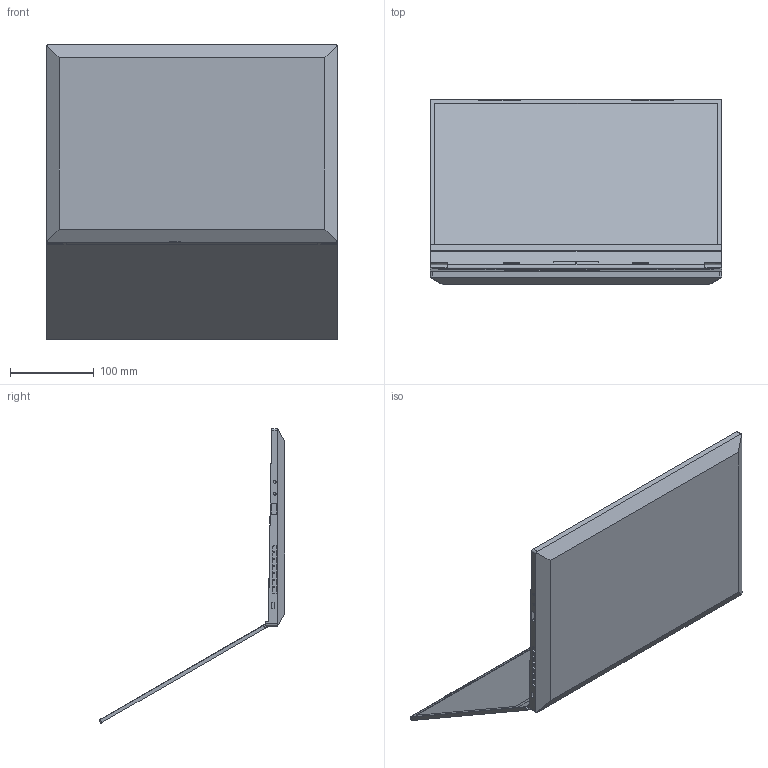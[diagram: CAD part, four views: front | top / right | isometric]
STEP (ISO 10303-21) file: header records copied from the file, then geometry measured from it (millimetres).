
FILE_DESCRIPTION(/* description */ (''),/* implementation_level */ '2;1');
FILE_NAME(/* name */ 'Laptop Design.step',/* time_stamp */ '2020-07-29T20:54:53-04:00',/* author */ (''),/* organization */ (''),/* preprocessor_version */ 'ST-DEVELOPER v18.1',/* originating_system */ 'Autodesk Translation Framework v9.3.0.1241',/* authorisation */ '');
FILE_SCHEMA (('AUTOMOTIVE_DESIGN { 1 0 10303 214 3 1 1 }'));
Length unit declared in the file: inch
Products named in the file (6): Assembly Laptop; Laptop base; Laptop Base_1; Laptop Hinge; Laptop Screen; Component1
Assembly tree (6 placements, depth 3):
  Assembly Laptop
    Laptop base
      Laptop Base_1
    Laptop Hinge  x2
    Laptop Screen
      Component1
Bounding box: 349.25 x 222.54 x 352.57 mm (x, y, z)
Volume: 1685815.2 mm3; surface area: 421582.5 mm2
Topology: 110 solids, 111 shells, 1709 faces, 4246 edges, 2822 vertices
Faces by surface type: plane 1041, cylinder 664, cone 4
Full cylindrical faces by diameter (mm): 1.587 x2, 3.175 x8, 4.762 x1
Entity records: 51159 total; most frequent: DIRECTION 9009, CARTESIAN_POINT 8799, ORIENTED_EDGE 8478, EDGE_CURVE 4239, AXIS2_PLACEMENT_3D 3054, LINE 2901, VECTOR 2901, VERTEX_POINT 2820
